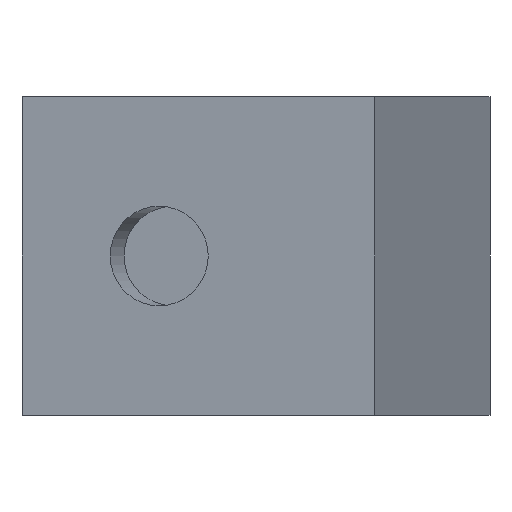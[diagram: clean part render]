
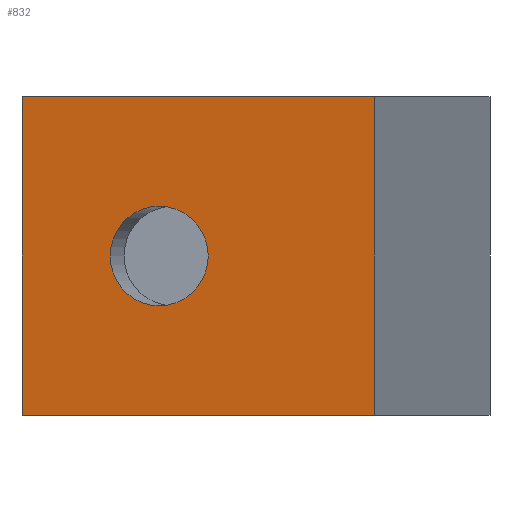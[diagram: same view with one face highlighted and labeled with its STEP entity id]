
A CAD part, front view. The second image highlights one B-rep face of the part: STEP entity #832.
In plain terms, the highlighted planar face has unit normal (-0.174, -0.985, 0).
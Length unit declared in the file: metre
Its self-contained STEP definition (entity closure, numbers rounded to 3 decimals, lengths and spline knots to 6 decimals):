
#15=CIRCLE('',#887,0.0025);
#202=ORIENTED_EDGE('',*,*,#361,.F.);
#203=ORIENTED_EDGE('',*,*,#355,.F.);
#204=ORIENTED_EDGE('',*,*,#351,.F.);
#205=ORIENTED_EDGE('',*,*,#354,.T.);
#206=ORIENTED_EDGE('',*,*,#360,.T.);
#351=EDGE_CURVE('',#443,#442,#547,.T.);
#354=EDGE_CURVE('',#443,#445,#550,.T.);
#355=EDGE_CURVE('',#442,#446,#551,.T.);
#360=EDGE_CURVE('',#445,#446,#555,.T.);
#361=EDGE_CURVE('',#448,#448,#15,.T.);
#442=VERTEX_POINT('',#1294);
#443=VERTEX_POINT('',#1296);
#445=VERTEX_POINT('',#1302);
#446=VERTEX_POINT('',#1306);
#448=VERTEX_POINT('',#1317);
#547=LINE('',#1297,#662);
#550=LINE('',#1303,#665);
#551=LINE('',#1305,#666);
#555=LINE('',#1314,#670);
#662=VECTOR('',#1049,1.);
#665=VECTOR('',#1054,1.);
#666=VECTOR('',#1057,1.);
#670=VECTOR('',#1067,1.);
#710=EDGE_LOOP('',(#202));
#711=EDGE_LOOP('',(#203,#204,#205,#206));
#753=FACE_BOUND('',#710,.T.);
#754=FACE_BOUND('',#711,.T.);
#794=PLANE('',#886);
#832=ADVANCED_FACE('',(#753,#754),#794,.T.);
#886=AXIS2_PLACEMENT_3D('',#1315,#1068,#1069);
#887=AXIS2_PLACEMENT_3D('',#1316,#1070,#1071);
#1049=DIRECTION('',(0.,0.,-1.));
#1054=DIRECTION('',(-0.985,0.174,0.));
#1057=DIRECTION('',(-0.985,0.174,0.));
#1067=DIRECTION('',(0.,0.,-1.));
#1068=DIRECTION('',(-0.174,-0.985,0.));
#1069=DIRECTION('',(0.985,-0.174,0.));
#1070=DIRECTION('',(-0.174,-0.985,0.));
#1071=DIRECTION('',(0.985,-0.174,0.));
#1294=CARTESIAN_POINT('',(0.135318,-0.054709,0.));
#1296=CARTESIAN_POINT('',(0.135318,-0.054709,0.016));
#1297=CARTESIAN_POINT('',(0.135318,-0.054709,0.016));
#1302=CARTESIAN_POINT('',(0.117591,-0.051583,0.016));
#1303=CARTESIAN_POINT('',(0.126454,-0.053146,0.016));
#1305=CARTESIAN_POINT('',(0.126454,-0.053146,0.));
#1306=CARTESIAN_POINT('',(0.117591,-0.051583,0.));
#1314=CARTESIAN_POINT('',(0.117591,-0.051583,0.008));
#1315=CARTESIAN_POINT('',(0.126454,-0.053146,0.008));
#1316=CARTESIAN_POINT('',(0.124485,-0.052798,0.008));
#1317=CARTESIAN_POINT('',(0.126947,-0.053233,0.008));
